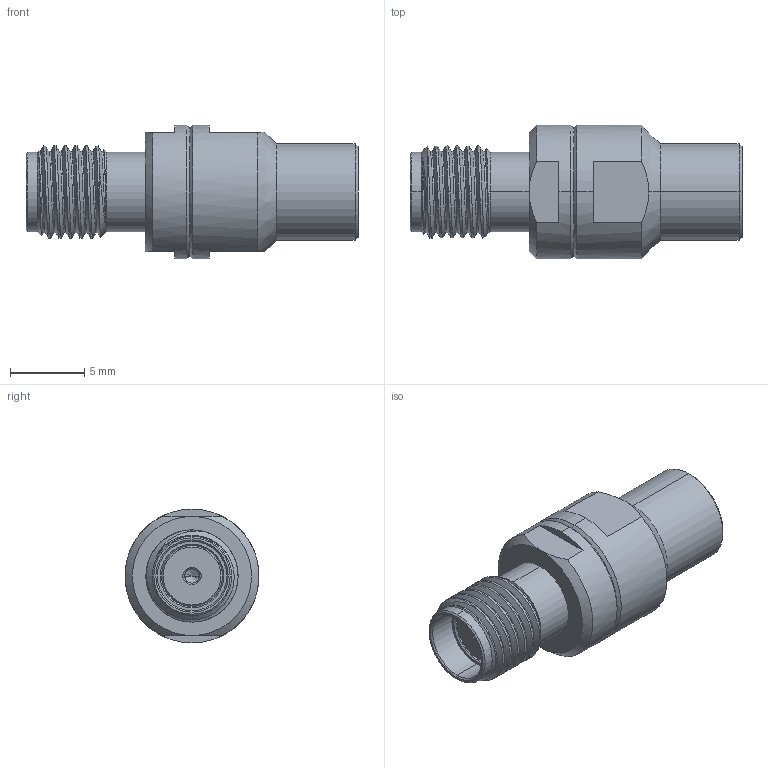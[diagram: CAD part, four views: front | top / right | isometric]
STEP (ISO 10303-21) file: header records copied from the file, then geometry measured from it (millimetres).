
FILE_DESCRIPTION((''),'2;1');
FILE_NAME('AD-SMAJ-PSMPP-2_SW0001','2018-07-19T',('Kaviyarasan'),(''),'CREO PARAMETRIC BY PTC INC, 2017020','CREO PARAMETRIC BY PTC INC, 2017020','');
FILE_SCHEMA(('CONFIG_CONTROL_DESIGN'));
Length unit declared in the file: inch
Products named in the file (1): AD-SMAJ-PSMPP-2_SW0001
Bounding box: 22.3 x 9 x 9 mm (x, y, z)
Volume: 794.4 mm3; surface area: 750 mm2
Topology: 1 solids, 1 shells, 99 faces, 238 edges, 145 vertices
Faces by surface type: cylinder 36, cone 34, plane 21, bspline 6, torus 2
Entity records: 5141 total; most frequent: CARTESIAN_POINT 2840, DIRECTION 472, ORIENTED_EDGE 472, EDGE_CURVE 236, AXIS2_PLACEMENT_3D 188, VERTEX_POINT 145, EDGE_LOOP 105, FACE_OUTER_BOUND 99
